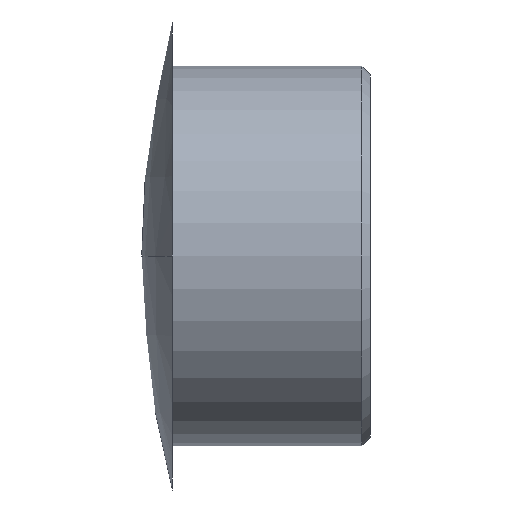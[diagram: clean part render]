
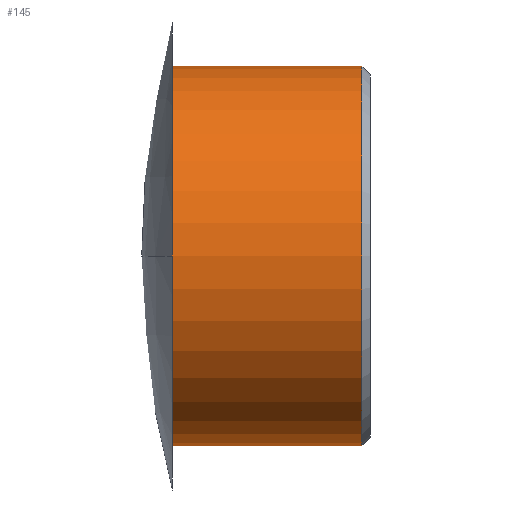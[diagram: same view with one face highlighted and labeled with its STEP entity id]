
A CAD part, left-side view. The second image highlights one B-rep face of the part: STEP entity #145.
In plain terms, the highlighted cylindrical face has radius 6.9 mm (diameter 13.8 mm), a partial arc.
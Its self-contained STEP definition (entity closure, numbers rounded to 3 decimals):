
#1 = CIRCLE ( 'NONE', #2, 6.9 ) ;
#2 = AXIS2_PLACEMENT_3D ( 'NONE', #4, #3, #5 ) ;
#3 = DIRECTION ( 'NONE',  ( 0., 1., 0. ) ) ;
#4 = CARTESIAN_POINT ( 'NONE',  ( 0., 7.187, 0. ) ) ;
#5 = DIRECTION ( 'NONE',  ( 0., 0., 1. ) ) ;
#45 = CARTESIAN_POINT ( 'NONE',  ( 0., 0.3, -6.9 ) ) ;
#71 = VERTEX_POINT ( 'NONE', #45 ) ;
#86 = EDGE_CURVE ( 'NONE', #178, #177, #1, .T. ) ;
#98 = VERTEX_POINT ( 'NONE', #358 ) ;
#102 = ORIENTED_EDGE ( 'NONE', *, *, #155, .F. ) ;
#106 = EDGE_CURVE ( 'NONE', #98, #177, #354, .T. ) ;
#110 = EDGE_LOOP ( 'NONE', ( #102, #144, #147, #146 ) ) ;
#143 = EDGE_CURVE ( 'NONE', #71, #98, #352, .T. ) ;
#144 = ORIENTED_EDGE ( 'NONE', *, *, #143, .T. ) ;
#145 = ADVANCED_FACE ( 'NONE', ( #309 ), #295, .T. ) ;
#146 = ORIENTED_EDGE ( 'NONE', *, *, #86, .F. ) ;
#147 = ORIENTED_EDGE ( 'NONE', *, *, #106, .T. ) ;
#155 = EDGE_CURVE ( 'NONE', #71, #178, #265, .T. ) ;
#177 = VERTEX_POINT ( 'NONE', #252 ) ;
#178 = VERTEX_POINT ( 'NONE', #241 ) ;
#197 = DIRECTION ( 'NONE',  ( 0., 1., 0. ) ) ;
#204 = CARTESIAN_POINT ( 'NONE',  ( 0., 0., 6.9 ) ) ;
#241 = CARTESIAN_POINT ( 'NONE',  ( 0., 7.187, -6.9 ) ) ;
#242 = DIRECTION ( 'NONE',  ( 0., 1., 0. ) ) ;
#243 = CARTESIAN_POINT ( 'NONE',  ( 0., 0., 0. ) ) ;
#245 = AXIS2_PLACEMENT_3D ( 'NONE', #306, #299, #298 ) ;
#252 = CARTESIAN_POINT ( 'NONE',  ( 0., 7.187, 6.9 ) ) ;
#262 = DIRECTION ( 'NONE',  ( 0., 1., 0. ) ) ;
#263 = VECTOR ( 'NONE', #262, 1000. ) ;
#264 = CARTESIAN_POINT ( 'NONE',  ( 0., 0., -6.9 ) ) ;
#265 = LINE ( 'NONE', #264, #263 ) ;
#295 = CYLINDRICAL_SURFACE ( 'NONE', #302, 6.9 ) ;
#298 = DIRECTION ( 'NONE',  ( 0., 0., -1. ) ) ;
#299 = DIRECTION ( 'NONE',  ( 0., 1., 0. ) ) ;
#302 = AXIS2_PLACEMENT_3D ( 'NONE', #243, #242, #307 ) ;
#306 = CARTESIAN_POINT ( 'NONE',  ( 0., 0.3, 0. ) ) ;
#307 = DIRECTION ( 'NONE',  ( 0., 0., 1. ) ) ;
#309 = FACE_OUTER_BOUND ( 'NONE', #110, .T. ) ;
#352 = CIRCLE ( 'NONE', #245, 6.9 ) ;
#353 = VECTOR ( 'NONE', #197, 1000. ) ;
#354 = LINE ( 'NONE', #204, #353 ) ;
#358 = CARTESIAN_POINT ( 'NONE',  ( 0., 0.3, 6.9 ) ) ;
